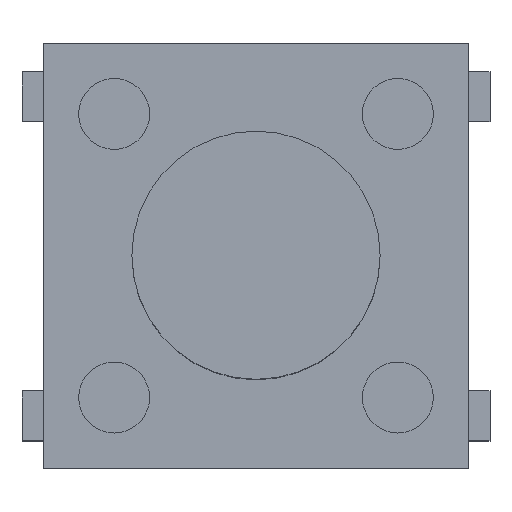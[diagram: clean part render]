
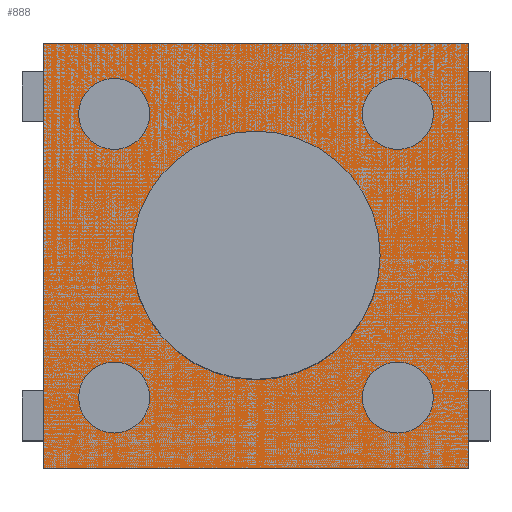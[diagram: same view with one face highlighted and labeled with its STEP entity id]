
A CAD part, top view. The second image highlights one B-rep face of the part: STEP entity #888.
In plain terms, the highlighted planar face has unit normal (0, 0, 1).
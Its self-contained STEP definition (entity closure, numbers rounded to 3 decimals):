
#51=PLANE('',#989);
#112=FACE_OUTER_BOUND('',#182,.T.);
#182=EDGE_LOOP('',(#665,#666,#667,#668));
#248=LINE('',#1362,#342);
#251=LINE('',#1368,#345);
#254=LINE('',#1374,#348);
#257=LINE('',#1378,#351);
#342=VECTOR('',#1087,10.);
#345=VECTOR('',#1092,10.);
#348=VECTOR('',#1097,10.);
#351=VECTOR('',#1102,10.);
#457=VERTEX_POINT('',#1359);
#458=VERTEX_POINT('',#1361);
#460=VERTEX_POINT('',#1367);
#462=VERTEX_POINT('',#1373);
#534=EDGE_CURVE('',#458,#457,#248,.T.);
#537=EDGE_CURVE('',#460,#458,#251,.T.);
#540=EDGE_CURVE('',#462,#460,#254,.T.);
#543=EDGE_CURVE('',#457,#462,#257,.T.);
#665=ORIENTED_EDGE('',*,*,#543,.T.);
#666=ORIENTED_EDGE('',*,*,#540,.T.);
#667=ORIENTED_EDGE('',*,*,#537,.T.);
#668=ORIENTED_EDGE('',*,*,#534,.T.);
#888=ADVANCED_FACE('',(#112),#51,.T.);
#989=AXIS2_PLACEMENT_3D('',#1379,#1103,#1104);
#1087=DIRECTION('',(-1.,0.,0.));
#1092=DIRECTION('',(0.,1.,0.));
#1097=DIRECTION('',(1.,0.,0.));
#1102=DIRECTION('',(0.,-1.,0.));
#1103=DIRECTION('center_axis',(0.,0.,1.));
#1104=DIRECTION('ref_axis',(1.,0.,0.));
#1359=CARTESIAN_POINT('',(-3.,3.,3.5));
#1361=CARTESIAN_POINT('',(3.,3.,3.5));
#1362=CARTESIAN_POINT('',(0.,3.,3.5));
#1367=CARTESIAN_POINT('',(3.,-3.,3.5));
#1368=CARTESIAN_POINT('',(3.,3.,3.5));
#1373=CARTESIAN_POINT('',(-3.,-3.,3.5));
#1374=CARTESIAN_POINT('',(3.,-3.,3.5));
#1378=CARTESIAN_POINT('',(-3.,-3.,3.5));
#1379=CARTESIAN_POINT('Origin',(0.,0.,3.5));
